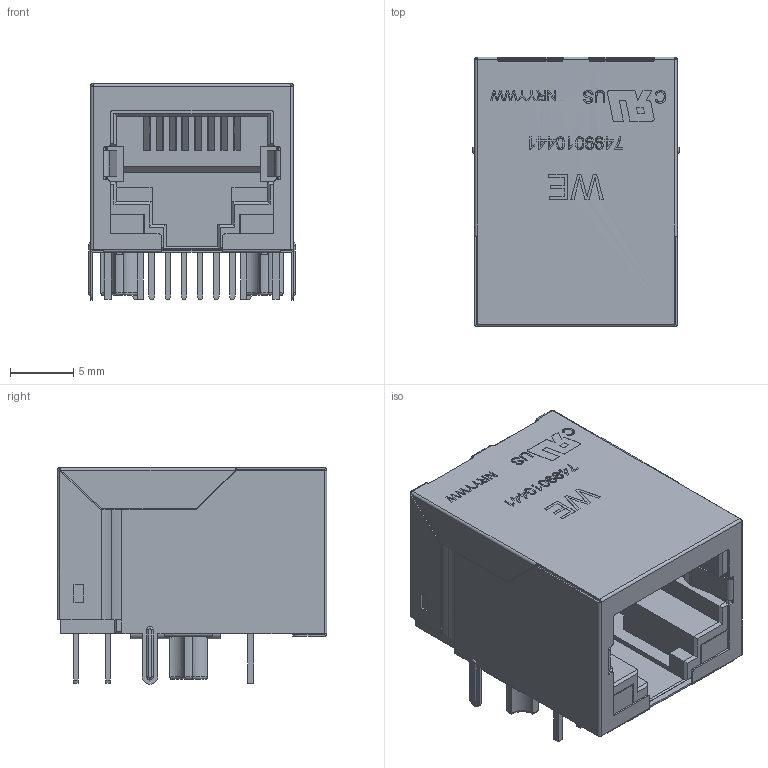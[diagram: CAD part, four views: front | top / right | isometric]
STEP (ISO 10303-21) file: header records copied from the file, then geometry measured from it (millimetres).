
FILE_DESCRIPTION(/* description */ ('Unknown'),/* implementation_level */ '2;1');
FILE_NAME(/* name */ 'T_Wurth_WE-RJ45LAN_7499010441',/* time_stamp */ '2025-08-21T11:43:02+08:00',/* author */ ('Unknown'),/* organization */ ('Unknown'),/* preprocessor_version */ 'ST-DEVELOPER v19.4',/* originating_system */ 'Solid Edge',/* authorisation */ 'Unknown');
FILE_SCHEMA (('AUTOMOTIVE_DESIGN {1 0 10303 214 3 1 1}'));
Products named in the file (2): T_Wurth_WE-RJ45LAN_7499010441
Assembly tree (1 placements, depth 2):
  T_Wurth_WE-RJ45LAN_7499010441
    T_Wurth_WE-RJ45LAN_7499010441
Bounding box: 16.3 x 21.25 x 17.1 mm (x, y, z)
Volume: 1826.8 mm3; surface area: 7017.5 mm2
Topology: 2 solids, 2 shells, 1611 faces, 4620 edges, 2991 vertices
Faces by surface type: plane 1289, cylinder 248, bspline 50, torus 24
Entity records: 64346 total; most frequent: CARTESIAN_POINT 11486, ORIENTED_EDGE 9228, DIRECTION 7786, EDGE_CURVE 4614, LINE 3672, VECTOR 3672, VERTEX_POINT 2991, AXIS2_PLACEMENT_3D 2057
